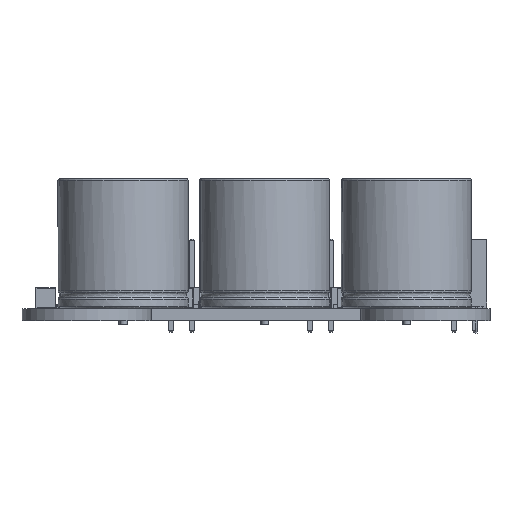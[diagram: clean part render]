
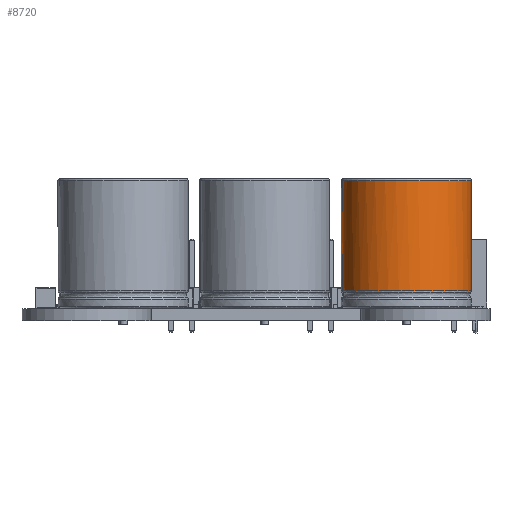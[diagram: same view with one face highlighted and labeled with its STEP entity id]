
A CAD part, front view. The second image highlights one B-rep face of the part: STEP entity #8720.
In plain terms, the highlighted cylindrical face has radius 8 mm (diameter 16 mm), a partial arc.
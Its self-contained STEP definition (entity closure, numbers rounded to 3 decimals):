
#8359 = VERTEX_POINT('',#8360);
#8360 = CARTESIAN_POINT('',(11.141,-3.061,
    2.135));
#8371 = EDGE_CURVE('',#8359,#8372,#8374,.T.);
#8372 = VERTEX_POINT('',#8373);
#8373 = CARTESIAN_POINT('',(11.141,3.061,2.135
    ));
#8374 = B_SPLINE_CURVE_WITH_KNOTS('',12,(#8375,#8376,#8377,#8378,#8379,
    #8380,#8381,#8382,#8383,#8384,#8385,#8386,#8387,#8388,#8389,#8390,
    #8391,#8392,#8393,#8394,#8395,#8396,#8397,#8398,#8399,#8400,#8401,
    #8402,#8403,#8404,#8405,#8406,#8407,#8408,#8409),.UNSPECIFIED.,.F.,
  .F.,(13,11,11,13),(-1.874,0.,43.982
    ,45.856),.UNSPECIFIED.);
#8375 = CARTESIAN_POINT('',(11.858,-1.33,
    2.135));
#8376 = CARTESIAN_POINT('',(11.798,-1.475,
    2.135));
#8377 = CARTESIAN_POINT('',(11.738,-1.621,
    2.135));
#8378 = CARTESIAN_POINT('',(11.678,-1.765,
    2.135));
#8379 = CARTESIAN_POINT('',(11.618,-1.91,
    2.135));
#8380 = CARTESIAN_POINT('',(11.558,-2.055,
    2.135));
#8381 = CARTESIAN_POINT('',(11.498,-2.199,
    2.135));
#8382 = CARTESIAN_POINT('',(11.439,-2.343,
    2.135));
#8383 = CARTESIAN_POINT('',(11.379,-2.487,
    2.135));
#8384 = CARTESIAN_POINT('',(11.319,-2.631,
    2.135));
#8385 = CARTESIAN_POINT('',(11.26,-2.775,
    2.135));
#8386 = CARTESIAN_POINT('',(11.2,-2.918,
    2.135));
#8387 = CARTESIAN_POINT('',(9.748,-6.424,
    2.135));
#8388 = CARTESIAN_POINT('',(6.664,-9.147,
    2.135));
#8389 = CARTESIAN_POINT('',(2.213,-10.225,
    2.135));
#8390 = CARTESIAN_POINT('',(-2.561,-8.822,
    2.135));
#8391 = CARTESIAN_POINT('',(-6.115,-5.321,
    2.135));
#8392 = CARTESIAN_POINT('',(-7.896,0.,
    2.135));
#8393 = CARTESIAN_POINT('',(-6.115,5.321,
    2.135));
#8394 = CARTESIAN_POINT('',(-2.561,8.822,
    2.135));
#8395 = CARTESIAN_POINT('',(2.213,10.225,2.135
    ));
#8396 = CARTESIAN_POINT('',(6.664,9.147,2.135
    ));
#8397 = CARTESIAN_POINT('',(9.748,6.424,2.135
    ));
#8398 = CARTESIAN_POINT('',(11.2,2.918,
    2.135));
#8399 = CARTESIAN_POINT('',(11.26,2.775,
    2.135));
#8400 = CARTESIAN_POINT('',(11.319,2.631,
    2.135));
#8401 = CARTESIAN_POINT('',(11.379,2.487,
    2.135));
#8402 = CARTESIAN_POINT('',(11.439,2.343,
    2.135));
#8403 = CARTESIAN_POINT('',(11.498,2.199,
    2.135));
#8404 = CARTESIAN_POINT('',(11.558,2.055,
    2.135));
#8405 = CARTESIAN_POINT('',(11.618,1.91,
    2.135));
#8406 = CARTESIAN_POINT('',(11.678,1.765,
    2.135));
#8407 = CARTESIAN_POINT('',(11.738,1.621,2.135
    ));
#8408 = CARTESIAN_POINT('',(11.798,1.475,
    2.135));
#8409 = CARTESIAN_POINT('',(11.858,1.33,
    2.135));
#8720 = ADVANCED_FACE('',(#8721),#8747,.T.);
#8721 = FACE_BOUND('',#8722,.T.);
#8722 = EDGE_LOOP('',(#8723,#8734,#8740,#8741));
#8723 = ORIENTED_EDGE('',*,*,#8724,.T.);
#8724 = EDGE_CURVE('',#8725,#8727,#8729,.T.);
#8725 = VERTEX_POINT('',#8726);
#8726 = CARTESIAN_POINT('',(11.141,-3.061,15.8));
#8727 = VERTEX_POINT('',#8728);
#8728 = CARTESIAN_POINT('',(11.141,3.061,15.8));
#8729 = CIRCLE('',#8730,8.);
#8730 = AXIS2_PLACEMENT_3D('',#8731,#8732,#8733);
#8731 = CARTESIAN_POINT('',(3.75,0.,15.8));
#8732 = DIRECTION('',(0.,-0.,-1.));
#8733 = DIRECTION('',(0.924,-0.383,0.));
#8734 = ORIENTED_EDGE('',*,*,#8735,.F.);
#8735 = EDGE_CURVE('',#8372,#8727,#8736,.T.);
#8736 = LINE('',#8737,#8738);
#8737 = CARTESIAN_POINT('',(11.141,3.061,2.));
#8738 = VECTOR('',#8739,1.);
#8739 = DIRECTION('',(0.,0.,1.));
#8740 = ORIENTED_EDGE('',*,*,#8371,.F.);
#8741 = ORIENTED_EDGE('',*,*,#8742,.T.);
#8742 = EDGE_CURVE('',#8359,#8725,#8743,.T.);
#8743 = LINE('',#8744,#8745);
#8744 = CARTESIAN_POINT('',(11.141,-3.061,2.));
#8745 = VECTOR('',#8746,1.);
#8746 = DIRECTION('',(0.,0.,1.));
#8747 = CYLINDRICAL_SURFACE('',#8748,8.);
#8748 = AXIS2_PLACEMENT_3D('',#8749,#8750,#8751);
#8749 = CARTESIAN_POINT('',(3.75,0.,2.));
#8750 = DIRECTION('',(0.,0.,1.));
#8751 = DIRECTION('',(0.924,-0.383,0.));
